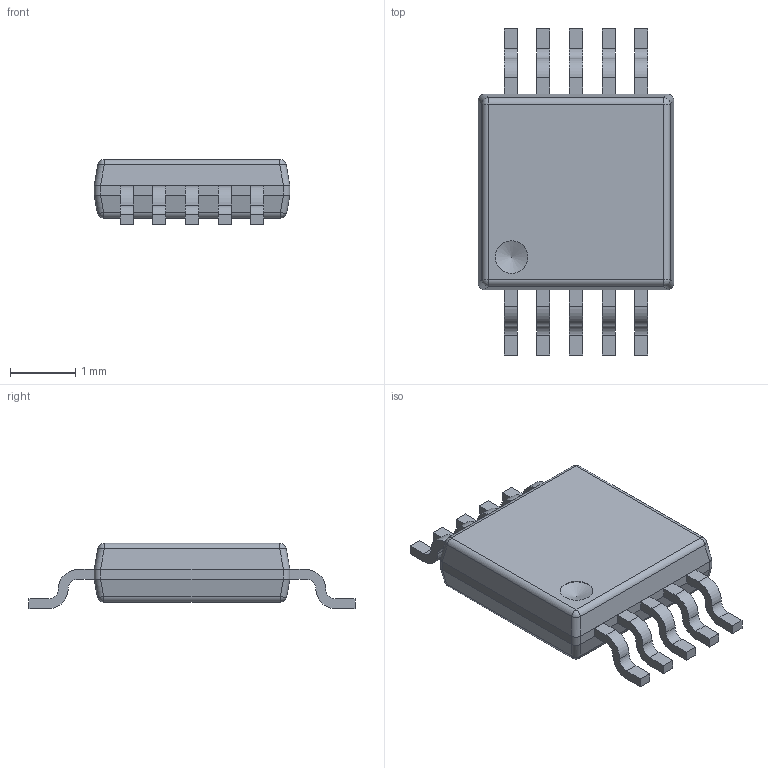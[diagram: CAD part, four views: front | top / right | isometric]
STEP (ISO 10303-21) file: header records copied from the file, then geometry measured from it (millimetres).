
FILE_DESCRIPTION(/* description */ (''),/* implementation_level */ '2;1');
FILE_NAME(/* name */ 'TSOP-10 v1.step',/* time_stamp */ '2017-08-15T14:55:40-04:00',/* author */ (''),/* organization */ (''),/* preprocessor_version */ 'ST-DEVELOPER v16.13',/* originating_system */ 'Autodesk Translation Framework v6.1.1.50',/* authorisation */ '');
FILE_SCHEMA (('AUTOMOTIVE_DESIGN { 1 0 10303 214 3 1 1 }'));
Length unit declared in the file: millimetre
Products named in the file (2): TSOP-10 v2; Component1
Assembly tree (1 placements, depth 2):
  TSOP-10 v2
    Component1
Bounding box: 3 x 5 x 1 mm (x, y, z)
Volume: 8.1 mm3; surface area: 35.8 mm2
Topology: 11 solids, 11 shells, 164 faces, 401 edges, 259 vertices
Faces by surface type: plane 94, cylinder 61, sphere 8, cone 1
Full cylindrical faces by diameter (mm): 0.5 x1
Entity records: 4844 total; most frequent: DIRECTION 862, CARTESIAN_POINT 823, ORIENTED_EDGE 796, EDGE_CURVE 398, AXIS2_PLACEMENT_3D 297, LINE 268, VECTOR 268, VERTEX_POINT 258
